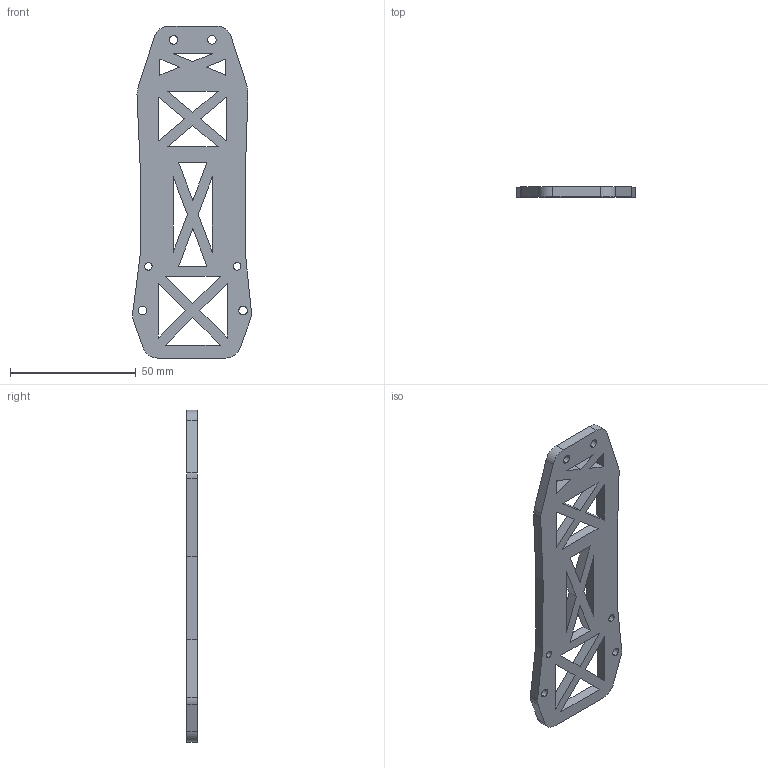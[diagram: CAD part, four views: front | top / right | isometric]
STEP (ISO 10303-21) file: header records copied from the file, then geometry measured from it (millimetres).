
FILE_DESCRIPTION (( 'STEP AP214' ), '1' );
FILE_NAME ('battery_tray_roof.STEP', '2025-06-19T19:51:01', ( '' ), ( '' ), 'SwSTEP 2.0', 'SolidWorks 2024', '' );
FILE_SCHEMA (( 'AUTOMOTIVE_DESIGN' ));
Length unit declared in the file: millimetre
Products named in the file (1): battery_tray_roof
Bounding box: 47.38 x 4 x 132.11 mm (x, y, z)
Volume: 16712.3 mm3; surface area: 12645 mm2
Topology: 1 solids, 1 shells, 79 faces, 231 edges, 154 vertices
Faces by surface type: plane 59, cylinder 20
Entity records: 2712 total; most frequent: CARTESIAN_POINT 465, ORIENTED_EDGE 462, DIRECTION 431, EDGE_CURVE 231, VECTOR 191, LINE 191, VERTEX_POINT 154, EDGE_LOOP 121
